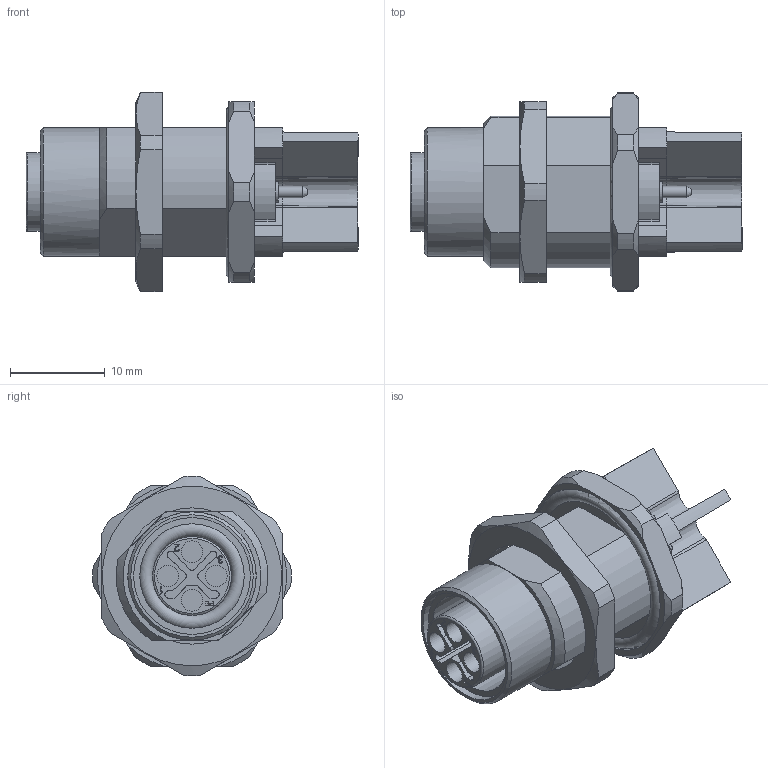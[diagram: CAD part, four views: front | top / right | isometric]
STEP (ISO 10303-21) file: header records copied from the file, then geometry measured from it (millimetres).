
FILE_DESCRIPTION(/* description */ (''),/* implementation_level */ '2;1');
FILE_NAME(/* name */ '5037923_Einbauflanschkupplung_assy_01-02-2022_stp.stp',/* time_stamp */ '2022-02-01T08:22:15+01:00',/* author */ ('ESCHA GmbH & Co. KG'),/* organization */ ('ESCHA GmbH & Co. KG'),/* preprocessor_version */ 'ST-DEVELOPER v16',/* originating_system */ 'SIEMENS PLM Software NX 10.0',/* authorisation */ '');
FILE_SCHEMA (('AUTOMOTIVE_DESIGN { 1 0 10303 214 3 1 1 1 }'));
Length unit declared in the file: millimetre
Products named in the file (1): 5037923_Einbauflanschkupplung_assy_01-02-2022_stp_stp
Bounding box: 34.95 x 20.89 x 20.99 mm (x, y, z)
Volume: 4692.1 mm3; surface area: 3809.9 mm2
Topology: 1 solids, 1 shells, 342 faces, 901 edges, 578 vertices
Faces by surface type: plane 135, cylinder 125, cone 39, extrusion 33, torus 10
Full cylindrical faces by diameter (mm): 1.2 x4, 2.2 x4, 2.3 x4, 8.3 x1, 11 x1, 12.3 x1, 13.5 x1
Entity records: 10821 total; most frequent: CARTESIAN_POINT 2435, ORIENTED_EDGE 1740, DIRECTION 1706, EDGE_CURVE 870, AXIS2_PLACEMENT_3D 610, VERTEX_POINT 573, VECTOR 486, LINE 453
